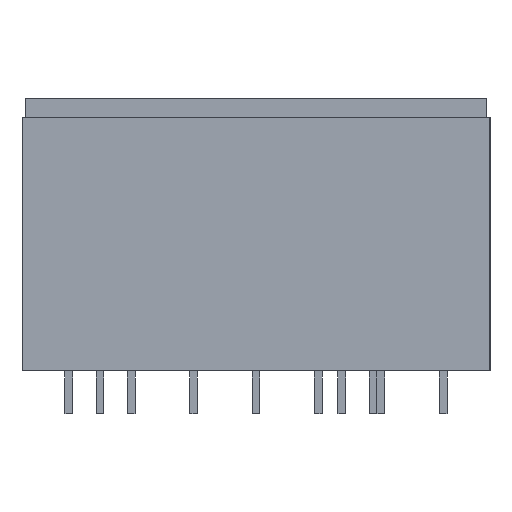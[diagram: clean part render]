
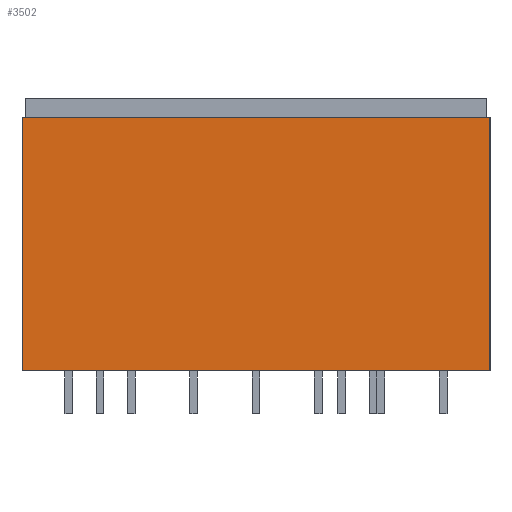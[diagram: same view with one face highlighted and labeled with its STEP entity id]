
A CAD part, left-side view. The second image highlights one B-rep face of the part: STEP entity #3502.
In plain terms, the highlighted free-form (B-spline) face has degree [1, 1] with [2, 2] control points.
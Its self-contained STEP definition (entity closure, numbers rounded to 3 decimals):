
#3383=CARTESIAN_POINT('',(-37.719,19.05,20.625));
#3384=VERTEX_POINT('',#3383);
#3391=CARTESIAN_POINT('',(-37.719,-19.05,20.625));
#3392=VERTEX_POINT('',#3391);
#3393=CARTESIAN_POINT('',(-37.719,-19.05,20.625));
#3394=DIRECTION('',(0.0,1.0,0.0));
#3395=VECTOR('',#3394,38.1);
#3396=LINE('',#3393,#3395);
#3397=EDGE_CURVE('',#3392,#3384,#3396,.T.);
#3431=CARTESIAN_POINT('',(-37.719,-19.05,0.0));
#3432=VERTEX_POINT('',#3431);
#3439=CARTESIAN_POINT('',(-37.719,19.05,0.0));
#3440=VERTEX_POINT('',#3439);
#3441=CARTESIAN_POINT('',(-37.719,19.05,0.0));
#3442=DIRECTION('',(0.0,-1.0,0.0));
#3443=VECTOR('',#3442,38.1);
#3444=LINE('',#3441,#3443);
#3445=EDGE_CURVE('',#3440,#3432,#3444,.T.);
#3469=CARTESIAN_POINT('',(-37.719,19.05,20.625));
#3470=DIRECTION('',(0.0,0.0,-1.0));
#3471=VECTOR('',#3470,20.625);
#3472=LINE('',#3469,#3471);
#3473=EDGE_CURVE('',#3384,#3440,#3472,.T.);
#3486=CARTESIAN_POINT('',(-37.719,-19.05,20.625));
#3487=CARTESIAN_POINT('',(-37.719,-19.05,0.0));
#3488=CARTESIAN_POINT('',(-37.719,19.05,20.625));
#3489=CARTESIAN_POINT('',(-37.719,19.05,0.0));
#3490=B_SPLINE_SURFACE_WITH_KNOTS('',1,1,((#3486,#3488),(#3487,#3489)),.UNSPECIFIED.,.F.,.F.,.U.,(2,2),(2,2),(0.0,20.625),(0.0,38.1),.UNSPECIFIED.);
#3491=CARTESIAN_POINT('',(-37.719,-19.05,20.625));
#3492=DIRECTION('',(0.0,0.0,-1.0));
#3493=VECTOR('',#3492,20.625);
#3494=LINE('',#3491,#3493);
#3495=EDGE_CURVE('',#3392,#3432,#3494,.T.);
#3496=ORIENTED_EDGE('',*,*,#3495,.F.);
#3497=ORIENTED_EDGE('',*,*,#3397,.T.);
#3498=ORIENTED_EDGE('',*,*,#3473,.T.);
#3499=ORIENTED_EDGE('',*,*,#3445,.T.);
#3500=EDGE_LOOP('',(#3496,#3497,#3498,#3499));
#3501=FACE_OUTER_BOUND('',#3500,.T.);
#3502=ADVANCED_FACE('',(#3501),#3490,.F.);
